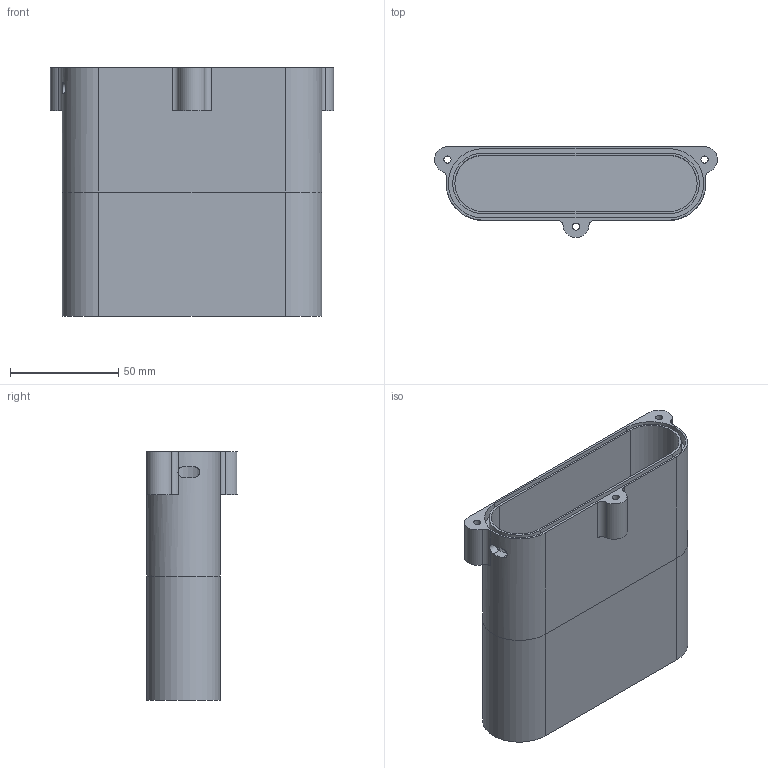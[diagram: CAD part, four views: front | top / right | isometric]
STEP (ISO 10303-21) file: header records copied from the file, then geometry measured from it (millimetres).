
FILE_DESCRIPTION( ( 'STEP AP203' ), '1' );
FILE_NAME( ' ', ' ', ( ' ' ), ( ' ' ), 'PSStep 10.0', ' ', ' ' );
FILE_SCHEMA( ( 'CONFIG_CONTROL_DESIGN' ) );
Length unit declared in the file: millimetre
Products named in the file (2): 1; 2
Bounding box: 130.8 x 41.98 x 115 mm (x, y, z)
Volume: 136226.9 mm3; surface area: 76568.3 mm2
Topology: 2 solids, 2 shells, 68 faces, 176 edges, 118 vertices
Faces by surface type: plane 36, cylinder 32
Full cylindrical faces by diameter (mm): 3.3 x3
Entity records: 2277 total; most frequent: CARTESIAN_POINT 469, DIRECTION 371, ORIENTED_EDGE 342, EDGE_CURVE 171, AXIS2_PLACEMENT_3D 136, VERTEX_POINT 116, LINE 99, VECTOR 99
